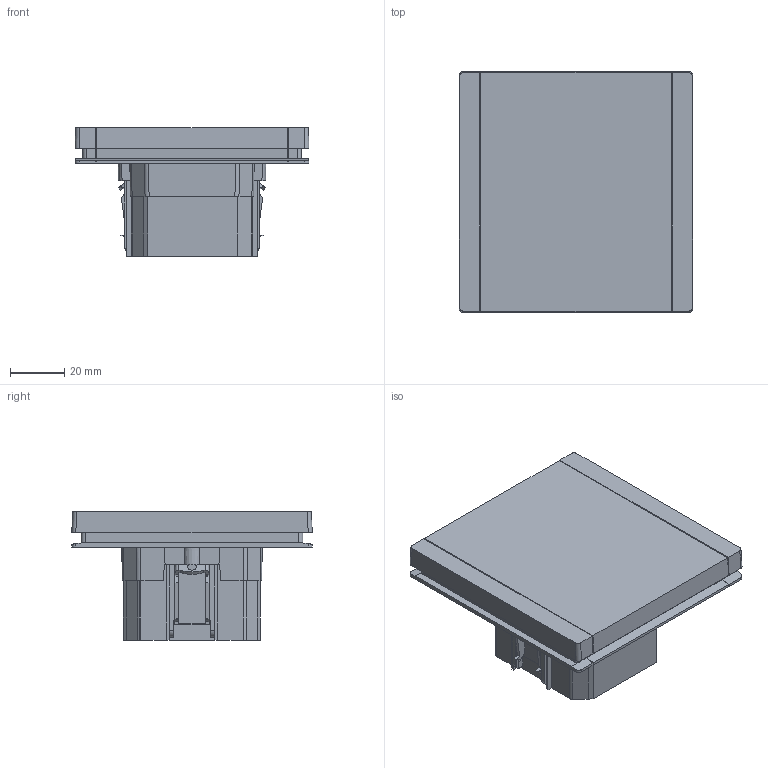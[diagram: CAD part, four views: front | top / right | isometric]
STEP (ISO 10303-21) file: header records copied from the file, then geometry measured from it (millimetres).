
FILE_DESCRIPTION (( 'STEP AP214' ), '1' );
FILE_NAME ('ðîçåòêà ñ êðûøêîé 16 À.STEP', '2025-03-12T11:21:32', ( '' ), ( '' ), 'SwSTEP 2.0', 'SolidWorks 2022', '' );
FILE_SCHEMA (( 'AUTOMOTIVE_DESIGN' ));
Length unit declared in the file: millimetre
Products named in the file (1): розетка с крышкой 16 А
Bounding box: 86.46 x 89 x 47.45 mm (x, y, z)
Volume: 133983.9 mm3; surface area: 63006.2 mm2
Topology: 1 solids, 30 shells, 1860 faces, 5147 edges, 3339 vertices
Faces by surface type: plane 1221, cylinder 431, bspline 93, cone 52, torus 37, sphere 26
Entity records: 61663 total; most frequent: CARTESIAN_POINT 15760, ORIENTED_EDGE 10274, DIRECTION 8597, EDGE_CURVE 5137, LINE 3589, VECTOR 3589, VERTEX_POINT 3335, AXIS2_PLACEMENT_3D 2504
